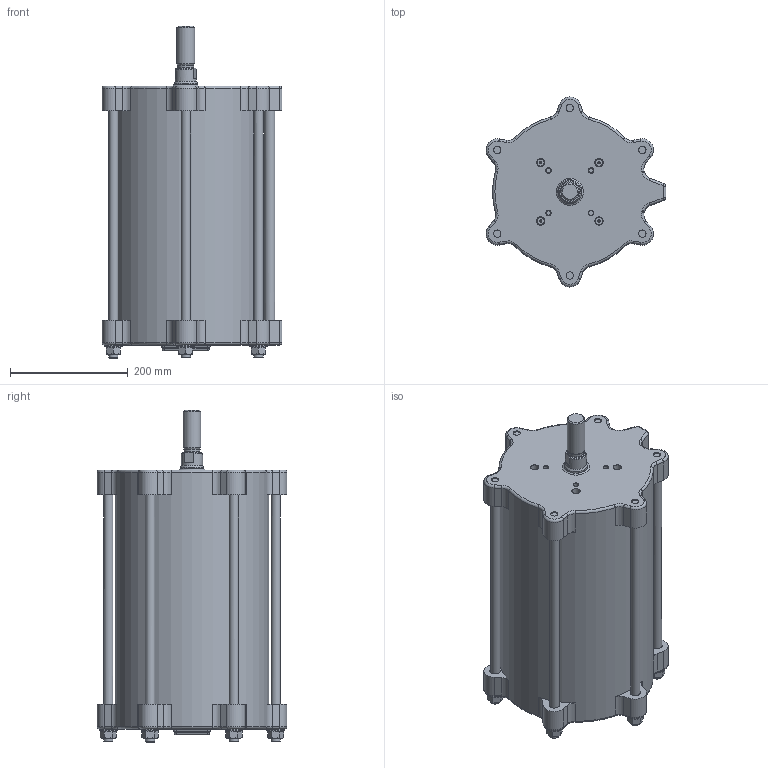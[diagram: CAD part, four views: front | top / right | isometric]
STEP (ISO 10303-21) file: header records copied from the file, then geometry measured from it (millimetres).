
FILE_DESCRIPTION(/* description */ (''),/* implementation_level */ '2;1');
FILE_NAME(/* name */ 'SC250 - 215.stp',/* time_stamp */ '2017-11-22T15:18:56+01:00',/* author */ ('Brumpreuksch'),/* organization */ (''),/* preprocessor_version */ 'ST-DEVELOPER v16.5',/* originating_system */ 'Autodesk Inventor 2017',/* authorisation */ '');
FILE_SCHEMA (('AUTOMOTIVE_DESIGN { 1 0 10303 214 3 1 1 }'));
Length unit declared in the file: millimetre
Products named in the file (1): SC250 - 215
Bounding box: 304.98 x 322 x 563 mm (x, y, z)
Volume: 8422374.9 mm3; surface area: 1400003.4 mm2
Topology: 1 solids, 21 shells, 1181 faces, 2631 edges, 1525 vertices
Faces by surface type: cylinder 321, plane 293, torus 183, bspline 179, cone 113, sphere 92
Full cylindrical faces by diameter (mm): 4.917 x7, 7.5 x4, 8.376 x4, 9.5 x2, 10.106 x2, 12 x4, 12.5 x6, 13.835 x4, 14 x7, 16 x12, 17 x6, 17.5 x6, 18 x3, 18.2 x4, 18.5 x2, 18.631 x2, 23 x2, 25 x1, 26 x2, 27 x1, 30 x13, 30.5 x1, 36 x1, 40 x5, 40.2 x2, 44 x1, 49.8 x2, 56 x1, 180 x1, 237.45 x2
Entity records: 36743 total; most frequent: CARTESIAN_POINT 11368, DIRECTION 5285, ORIENTED_EDGE 4550, AXIS2_PLACEMENT_3D 2408, EDGE_CURVE 2271, EDGE_LOOP 1546, VERTEX_POINT 1435, CIRCLE 1344
